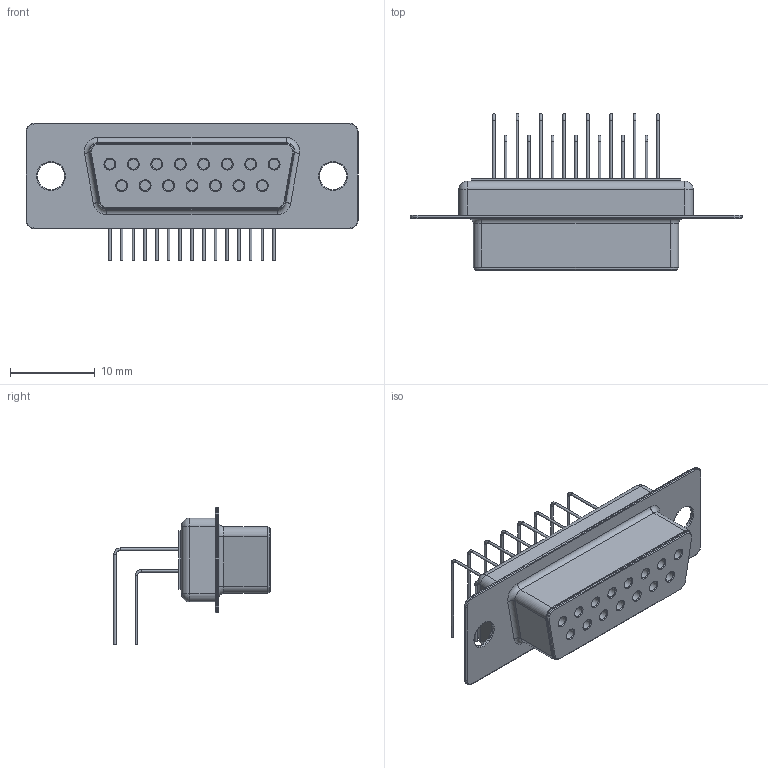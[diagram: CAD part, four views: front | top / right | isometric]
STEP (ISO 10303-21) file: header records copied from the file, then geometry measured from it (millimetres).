
FILE_DESCRIPTION(/* description */ ('model of DSUB-15_Female_Horizontal_P2.77x2.54mm_EdgePinOffset9.40mm'),/* implementation_level */ '2;1');
FILE_NAME(/* name */ 'DSUB-15_Female_Horizontal_P2.77x2.54mm_EdgePinOffset9.40mm.step',/* time_stamp */ '2019-01-05T14:14:41',/* author */ ('kicad StepUp','ksu'),/* organization */ ('FreeCAD'),/* preprocessor_version */ 'OCC',/* originating_system */ 'kicad StepUp',/* authorisation */ '');
FILE_SCHEMA(('AUTOMOTIVE_DESIGN { 1 0 10303 214 1 1 1 1 }'));
Length unit declared in the file: millimetre
Products named in the file (1): DSUB_34_female
Bounding box: 39.2 x 18.49 x 16.27 mm (x, y, z)
Volume: 2321.8 mm3; surface area: 2758 mm2
Topology: 1 solids, 1 shells, 227 faces, 497 edges, 290 vertices
Faces by surface type: cylinder 98, plane 52, torus 31, cone 23, revolution 19, sphere 4
Full cylindrical faces by diameter (mm): 0.3 x45, 1.2 x15, 3.2 x2
Entity records: 8346 total; most frequent: CARTESIAN_POINT 1456, DIRECTION 1214, ORIENTED_EDGE 986, AXIS2_PLACEMENT_3D 497, EDGE_CURVE 493, FACE_BOUND 309, EDGE_LOOP 309, VERTEX_POINT 290
